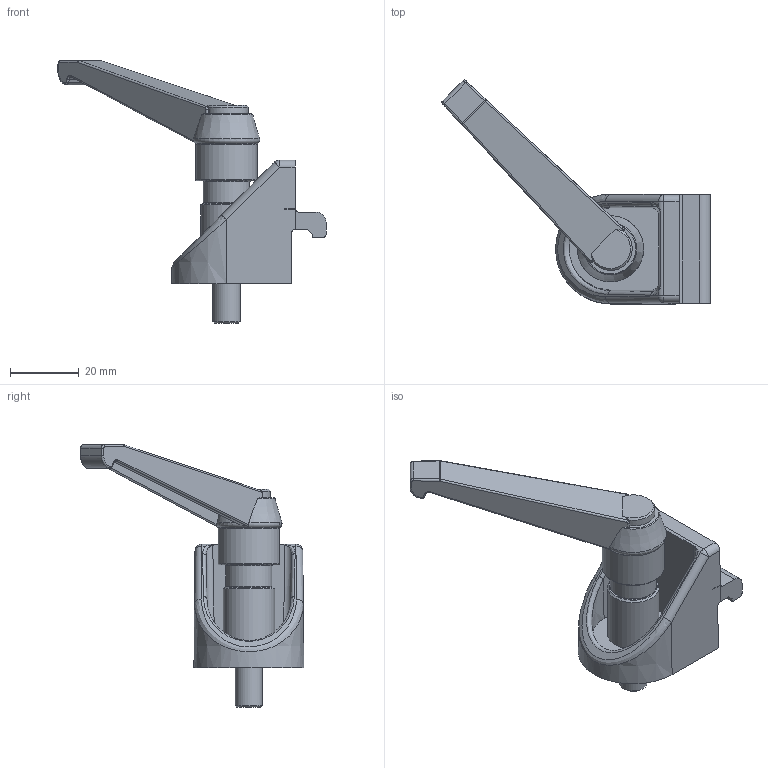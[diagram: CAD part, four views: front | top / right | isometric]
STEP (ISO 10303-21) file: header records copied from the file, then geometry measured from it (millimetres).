
FILE_DESCRIPTION (( 'STEP AP214' ), '1' );
FILE_NAME ('093WKF401N08A.STEP', '2014-11-28T08:10:59', ( 'Admin' ), ( 'Hewlett-Packard Company' ), 'SwSTEP 2.0', 'SolidWorks 2014', '' );
FILE_SCHEMA (( 'AUTOMOTIVE_DESIGN' ));
Length unit declared in the file: millimetre
Products named in the file (4): 041LLXXX_041LL065K91M0835M; 093wkf401-01_Standard; 093wk401n08r_Standard; 093WKF401N08A
Assembly tree (3 placements, depth 2):
  093WKF401N08A
    093wk401n08r_Standard
    093wkf401-01_Standard
    041LLXXX_041LL065K91M0835M
Bounding box: 78.12 x 65.12 x 76.5 mm (x, y, z)
Volume: 28814.5 mm3; surface area: 14671.6 mm2
Topology: 3 solids, 3 shells, 130 faces, 316 edges, 194 vertices
Faces by surface type: plane 50, cylinder 44, bspline 16, cone 10, torus 8, sphere 2
Full cylindrical faces by diameter (mm): 8 x1, 8.5 x1, 9 x1, 13.5 x1, 15 x1, 18 x1
Entity records: 4388 total; most frequent: CARTESIAN_POINT 1484, ORIENTED_EDGE 588, DIRECTION 544, EDGE_CURVE 294, AXIS2_PLACEMENT_3D 198, VERTEX_POINT 189, EDGE_LOOP 151, VECTOR 148
